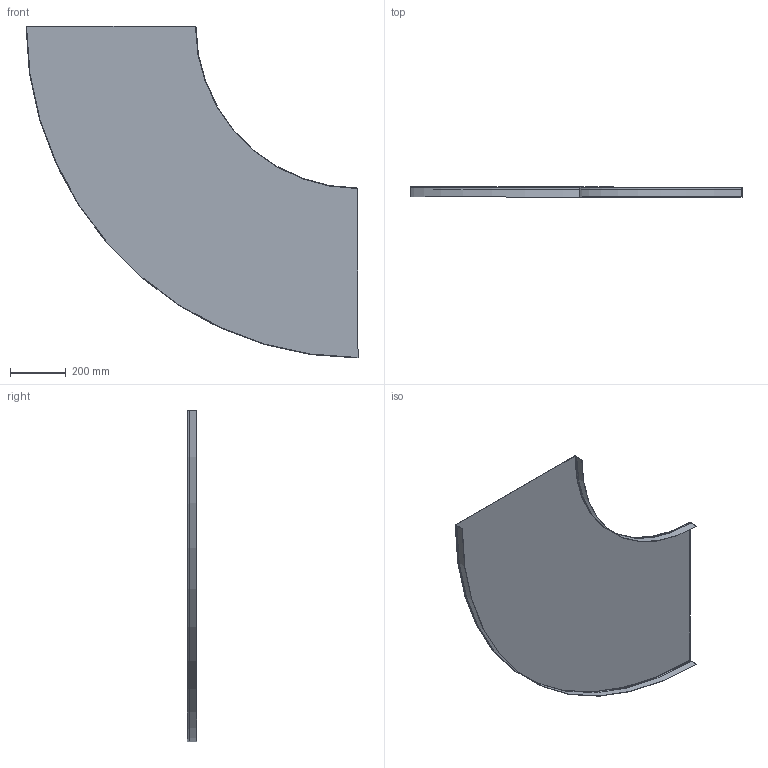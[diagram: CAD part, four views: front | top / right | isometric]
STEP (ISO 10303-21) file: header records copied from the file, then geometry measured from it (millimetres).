
FILE_DESCRIPTION (( 'STEP AP203' ), '1' );
FILE_NAME ('10-02-1156.STEP', '2013-05-06T07:52:49', ( 'asennus' ), ( '' ), 'SwSTEP 2.0', 'SolidWorks 2013', '' );
FILE_SCHEMA (( 'CONFIG_CONTROL_DESIGN' ));
Length unit declared in the file: millimetre
Products named in the file (1): 10-02-1156
Bounding box: 1189.5 x 35 x 1189.5 mm (x, y, z)
Volume: 956026.6 mm3; surface area: 1921769.6 mm2
Topology: 3 solids, 3 shells, 26 faces, 60 edges, 40 vertices
Faces by surface type: plane 14, cylinder 8, torus 4
Entity records: 825 total; most frequent: DIRECTION 142, CARTESIAN_POINT 127, ORIENTED_EDGE 120, EDGE_CURVE 60, AXIS2_PLACEMENT_3D 55, VERTEX_POINT 40, LINE 32, VECTOR 32
